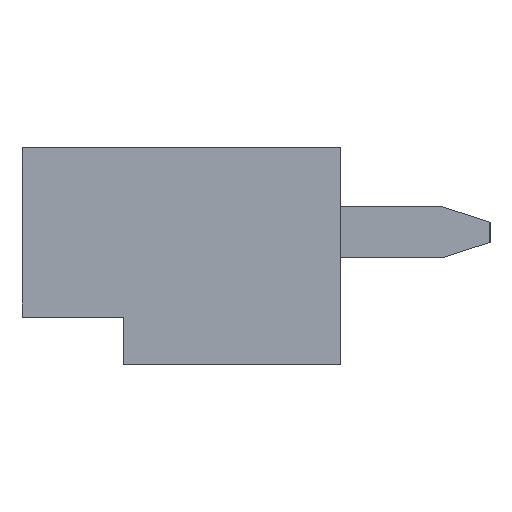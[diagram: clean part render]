
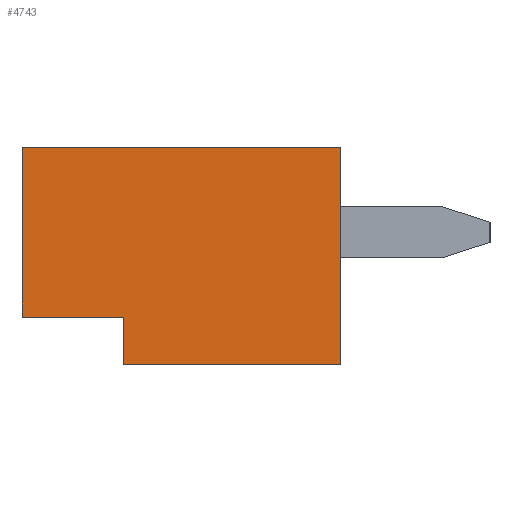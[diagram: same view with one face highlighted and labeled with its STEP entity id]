
A CAD part, left-side view. The second image highlights one B-rep face of the part: STEP entity #4743.
In plain terms, the highlighted planar face has unit normal (-1, 0, 0).
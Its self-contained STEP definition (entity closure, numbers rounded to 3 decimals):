
#307=FACE_OUTER_BOUND('',#566,.T.);
#566=EDGE_LOOP('',(#4181,#4182,#4183,#4184,#4185,#4186));
#1097=LINE('',#7248,#1747);
#1117=LINE('',#7287,#1767);
#1122=LINE('',#7299,#1772);
#1127=LINE('',#7309,#1777);
#1146=LINE('',#7346,#1796);
#1153=LINE('',#7359,#1803);
#1747=VECTOR('',#5970,10.);
#1767=VECTOR('',#5992,10.);
#1772=VECTOR('',#5999,10.);
#1777=VECTOR('',#6006,10.);
#1796=VECTOR('',#6033,10.);
#1803=VECTOR('',#6042,10.);
#2199=VERTEX_POINT('',#7245);
#2200=VERTEX_POINT('',#7247);
#2218=VERTEX_POINT('',#7285);
#2223=VERTEX_POINT('',#7296);
#2224=VERTEX_POINT('',#7298);
#2228=VERTEX_POINT('',#7308);
#2805=EDGE_CURVE('',#2200,#2199,#1097,.T.);
#2825=EDGE_CURVE('',#2199,#2218,#1117,.T.);
#2830=EDGE_CURVE('',#2224,#2223,#1122,.T.);
#2835=EDGE_CURVE('',#2228,#2224,#1127,.T.);
#2854=EDGE_CURVE('',#2228,#2218,#1146,.T.);
#2861=EDGE_CURVE('',#2200,#2223,#1153,.T.);
#4181=ORIENTED_EDGE('',*,*,#2830,.T.);
#4182=ORIENTED_EDGE('',*,*,#2861,.F.);
#4183=ORIENTED_EDGE('',*,*,#2805,.T.);
#4184=ORIENTED_EDGE('',*,*,#2825,.T.);
#4185=ORIENTED_EDGE('',*,*,#2854,.F.);
#4186=ORIENTED_EDGE('',*,*,#2835,.T.);
#4488=PLANE('',#5023);
#4743=ADVANCED_FACE('',(#307),#4488,.T.);
#5023=AXIS2_PLACEMENT_3D('',#7505,#6186,#6187);
#5970=DIRECTION('',(0.,0.,1.));
#5992=DIRECTION('',(0.,1.,0.));
#5999=DIRECTION('',(0.,0.,-1.));
#6006=DIRECTION('',(0.,-1.,0.));
#6033=DIRECTION('',(0.,0.,1.));
#6042=DIRECTION('',(0.,1.,0.));
#6186=DIRECTION('center_axis',(-1.,0.,0.));
#6187=DIRECTION('ref_axis',(0.,0.,1.));
#7245=CARTESIAN_POINT('',(0.,0.,0.));
#7247=CARTESIAN_POINT('',(0.,0.,-3.2));
#7248=CARTESIAN_POINT('',(0.,0.,-3.2));
#7285=CARTESIAN_POINT('',(0.,4.7,0.));
#7287=CARTESIAN_POINT('',(0.,0.,0.));
#7296=CARTESIAN_POINT('',(0.,3.2,-3.2));
#7298=CARTESIAN_POINT('',(0.,3.2,-2.5));
#7299=CARTESIAN_POINT('',(0.,3.2,-2.85));
#7308=CARTESIAN_POINT('',(0.,4.7,-2.5));
#7309=CARTESIAN_POINT('',(0.,2.35,-2.5));
#7346=CARTESIAN_POINT('',(0.,4.7,-3.2));
#7359=CARTESIAN_POINT('',(0.,0.,-3.2));
#7505=CARTESIAN_POINT('Origin',(0.,0.,-3.2));
